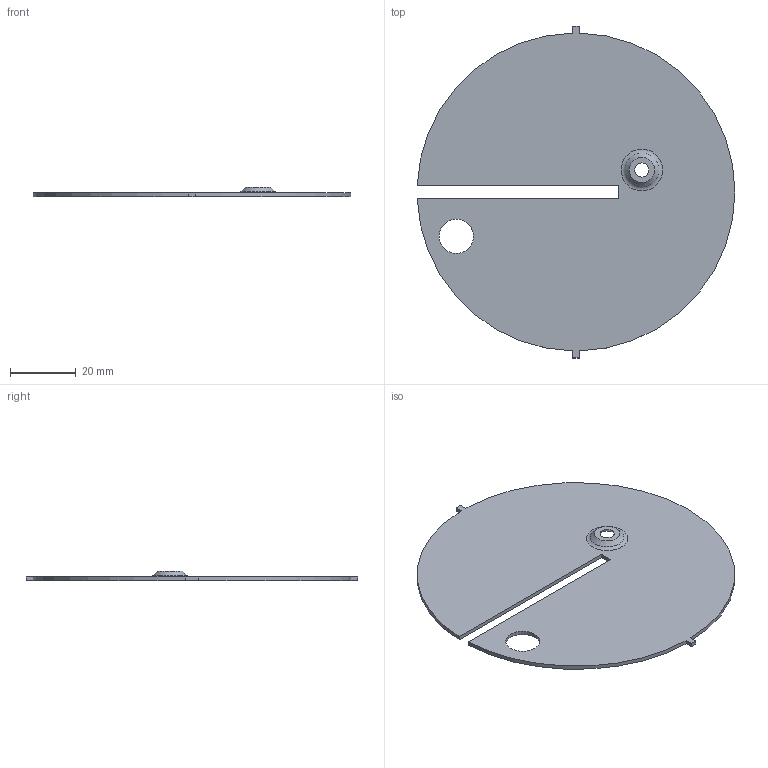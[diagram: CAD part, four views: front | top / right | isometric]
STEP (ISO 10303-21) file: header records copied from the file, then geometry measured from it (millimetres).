
FILE_DESCRIPTION(/* description */ (''),/* implementation_level */ '2;1');
FILE_NAME(/* name */ '101523.1404.000.stp',/* time_stamp */ '2017-01-16T10:19:50+01:00',/* author */ (''),/* organization */ (''),/* preprocessor_version */ 'ST-DEVELOPER v11',/* originating_system */ 'SIEMENS PLM Software NX 7.5',/* authorisation */ '');
FILE_SCHEMA (('CONFIG_CONTROL_DESIGN'));
Length unit declared in the file: millimetre
Products named in the file (2): 000000137584_0
Assembly tree (1 placements, depth 2):
  000000137584_0
    000000137584_0
Bounding box: 96.96 x 101.3 x 3 mm (x, y, z)
Volume: 8471.7 mm3; surface area: 14710.5 mm2
Topology: 1 solids, 1 shells, 20 faces, 50 edges, 33 vertices
Faces by surface type: plane 12, cylinder 4, cone 2, torus 2
Full cylindrical faces by diameter (mm): 10.5 x1
Entity records: 773 total; most frequent: DIRECTION 102, CARTESIAN_POINT 98, ORIENTED_EDGE 88, EDGE_CURVE 44, AXIS2_PLACEMENT_3D 36, VERTEX_POINT 32, EDGE_LOOP 30, LINE 30
